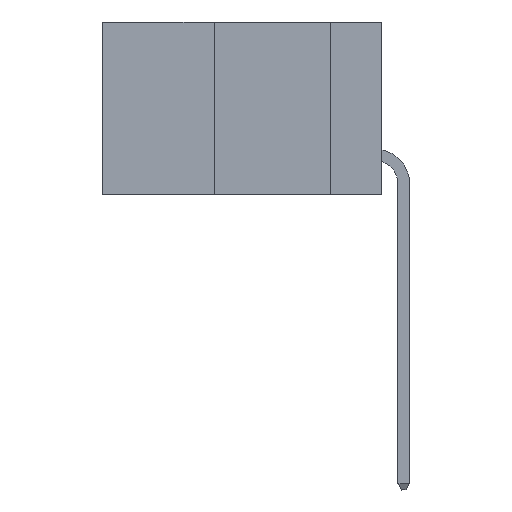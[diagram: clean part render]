
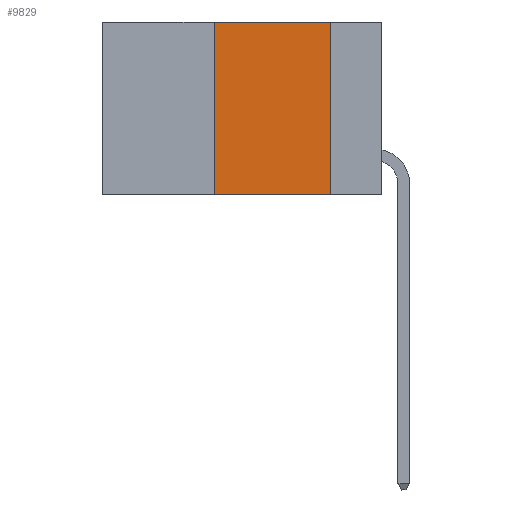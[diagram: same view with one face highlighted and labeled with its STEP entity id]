
A CAD part, left-side view. The second image highlights one B-rep face of the part: STEP entity #9829.
In plain terms, the highlighted planar face has unit normal (-1, 0, 0).
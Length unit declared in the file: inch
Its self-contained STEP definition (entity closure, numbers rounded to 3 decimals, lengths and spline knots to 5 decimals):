
#730 = CARTESIAN_POINT ( 'NONE',  ( 0., 0.36, -0.37 ) ) ;
#869 = VERTEX_POINT ( 'NONE', #2944 ) ;
#2043 = DIRECTION ( 'NONE',  ( 0., 0., -1. ) ) ;
#2511 = AXIS2_PLACEMENT_3D ( 'NONE', #12060, #13447, #2043 ) ;
#2929 = LINE ( 'NONE', #4917, #14230 ) ;
#2944 = CARTESIAN_POINT ( 'NONE',  ( 0., 0.36, 0. ) ) ;
#3177 = EDGE_CURVE ( 'NONE', #869, #6673, #8883, .T. ) ;
#3503 = CARTESIAN_POINT ( 'NONE',  ( 0., 0.6, 0. ) ) ;
#4917 = CARTESIAN_POINT ( 'NONE',  ( 0., 0.6, -0.37 ) ) ;
#5083 = VECTOR ( 'NONE', #14194, 39.37008 ) ;
#5252 = FACE_OUTER_BOUND ( 'NONE', #6638, .T. ) ;
#5734 = DIRECTION ( 'NONE',  ( 0., 0., -1. ) ) ;
#6381 = LINE ( 'NONE', #12077, #9188 ) ;
#6472 = VERTEX_POINT ( 'NONE', #6539 ) ;
#6539 = CARTESIAN_POINT ( 'NONE',  ( 0., 0.11, -0.37 ) ) ;
#6638 = EDGE_LOOP ( 'NONE', ( #9247, #9728, #10646, #9536 ) ) ;
#6673 = VERTEX_POINT ( 'NONE', #10506 ) ;
#7248 = DIRECTION ( 'NONE',  ( 0., -1., 0. ) ) ;
#8002 = DIRECTION ( 'NONE',  ( 0., 0., 1. ) ) ;
#8883 = LINE ( 'NONE', #3503, #5083 ) ;
#9188 = VECTOR ( 'NONE', #5734, 39.37008 ) ;
#9247 = ORIENTED_EDGE ( 'NONE', *, *, #11207, .F. ) ;
#9536 = ORIENTED_EDGE ( 'NONE', *, *, #15067, .T. ) ;
#9728 = ORIENTED_EDGE ( 'NONE', *, *, #3177, .F. ) ;
#9738 = EDGE_CURVE ( 'NONE', #15580, #869, #13023, .T. ) ;
#9829 = ADVANCED_FACE ( 'NONE', ( #5252 ), #12239, .F. ) ;
#9850 = VECTOR ( 'NONE', #8002, 39.37008 ) ;
#10506 = CARTESIAN_POINT ( 'NONE',  ( 0., 0.11, 0. ) ) ;
#10646 = ORIENTED_EDGE ( 'NONE', *, *, #9738, .F. ) ;
#11207 = EDGE_CURVE ( 'NONE', #6673, #6472, #6381, .T. ) ;
#11899 = CARTESIAN_POINT ( 'NONE',  ( 0., 0.36, 0. ) ) ;
#12060 = CARTESIAN_POINT ( 'NONE',  ( 0., 0.6, 0. ) ) ;
#12077 = CARTESIAN_POINT ( 'NONE',  ( 0., 0.11, 0. ) ) ;
#12239 = PLANE ( 'NONE',  #2511 ) ;
#13023 = LINE ( 'NONE', #11899, #9850 ) ;
#13447 = DIRECTION ( 'NONE',  ( 1., 0., 0. ) ) ;
#14194 = DIRECTION ( 'NONE',  ( 0., -1., 0. ) ) ;
#14230 = VECTOR ( 'NONE', #7248, 39.37008 ) ;
#15067 = EDGE_CURVE ( 'NONE', #15580, #6472, #2929, .T. ) ;
#15580 = VERTEX_POINT ( 'NONE', #730 ) ;
